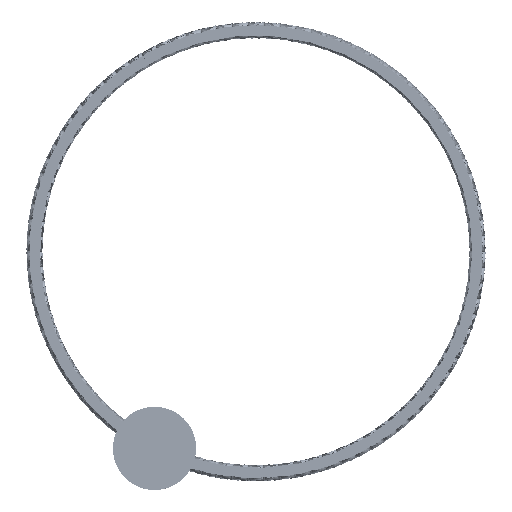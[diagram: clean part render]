
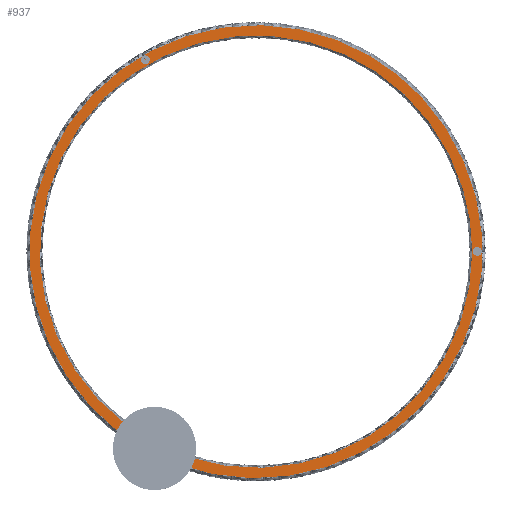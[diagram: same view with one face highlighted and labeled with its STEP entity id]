
A CAD part, top view. The second image highlights one B-rep face of the part: STEP entity #937.
In plain terms, the highlighted planar face has unit normal (0, 0, 1).
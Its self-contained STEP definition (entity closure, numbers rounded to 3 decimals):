
#883=FACE_BOUND('',#2524,.T.);
#884=FACE_BOUND('',#2525,.T.);
#885=FACE_BOUND('',#2526,.T.);
#886=FACE_BOUND('',#2527,.T.);
#887=FACE_BOUND('',#2528,.T.);
#937=ADVANCED_FACE('',(#1729,#883,#884,#885,#886,#887),#13152,.T.);
#1729=FACE_OUTER_BOUND('',#2523,.T.);
#2523=EDGE_LOOP('',(#3384,#3385));
#2524=EDGE_LOOP('',(#3386));
#2525=EDGE_LOOP('',(#3387,#3388));
#2526=EDGE_LOOP('',(#3389,#3390));
#2527=EDGE_LOOP('',(#3391,#3392));
#2528=EDGE_LOOP('',(#3393,#3394));
#3384=ORIENTED_EDGE('',*,*,#7571,.T.);
#3385=ORIENTED_EDGE('',*,*,#7609,.T.);
#3386=ORIENTED_EDGE('',*,*,#7574,.T.);
#3387=ORIENTED_EDGE('',*,*,#7582,.T.);
#3388=ORIENTED_EDGE('',*,*,#7611,.T.);
#3389=ORIENTED_EDGE('',*,*,#7592,.T.);
#3390=ORIENTED_EDGE('',*,*,#7620,.T.);
#3391=ORIENTED_EDGE('',*,*,#7601,.T.);
#3392=ORIENTED_EDGE('',*,*,#7629,.T.);
#3393=ORIENTED_EDGE('',*,*,#7641,.F.);
#3394=ORIENTED_EDGE('',*,*,#7606,.F.);
#7571=EDGE_CURVE('',#11774,#11799,#11428,.T.);
#7574=EDGE_CURVE('',#11776,#11776,#11431,.T.);
#7582=EDGE_CURVE('',#11782,#11801,#11436,.T.);
#7592=EDGE_CURVE('',#11789,#11806,#11443,.T.);
#7601=EDGE_CURVE('',#11795,#11811,#11449,.T.);
#7606=EDGE_CURVE('',#11796,#11817,#11453,.T.);
#7609=EDGE_CURVE('',#11799,#11774,#11456,.T.);
#7611=EDGE_CURVE('',#11801,#11782,#11457,.T.);
#7620=EDGE_CURVE('',#11806,#11789,#11463,.T.);
#7629=EDGE_CURVE('',#11811,#11795,#11469,.T.);
#7641=EDGE_CURVE('',#11817,#11796,#11478,.T.);
#11428=(
BOUNDED_CURVE()
B_SPLINE_CURVE(2,(#14004,#14005,#14006,#14007,#14008,#14009,#14010),
 .UNSPECIFIED.,.F.,.F.)
B_SPLINE_CURVE_WITH_KNOTS((3,2,2,3),(0.,429.738,859.477,
1289.215),.UNSPECIFIED.)
CURVE()
GEOMETRIC_REPRESENTATION_ITEM()
RATIONAL_B_SPLINE_CURVE((1.,0.866,1.,0.866,1.,0.866,
1.))
REPRESENTATION_ITEM('')
);
#11431=(
BOUNDED_CURVE()
B_SPLINE_CURVE(2,(#14026,#14027,#14028,#14029,#14030,#14031,#14032,#14033,
#14034,#14035,#14036,#14037,#14038),.UNSPECIFIED.,.T.,.F.)
B_SPLINE_CURVE_WITH_KNOTS((3,2,2,2,2,2,3),(2578.431,2988.691,
3398.952,3809.213,4219.473,4629.734,5039.994),
 .UNSPECIFIED.)
CURVE()
GEOMETRIC_REPRESENTATION_ITEM()
RATIONAL_B_SPLINE_CURVE((1.,0.866,1.,0.866,1.,0.866,
1.,0.866,1.,0.866,1.,0.866,1.))
REPRESENTATION_ITEM('')
);
#11436=(
BOUNDED_CURVE()
B_SPLINE_CURVE(2,(#14063,#14064,#14065,#14066,#14067),.UNSPECIFIED.,.F.,
 .F.)
B_SPLINE_CURVE_WITH_KNOTS((3,2,3),(-6.283,-4.712,
-3.142),.UNSPECIFIED.)
CURVE()
GEOMETRIC_REPRESENTATION_ITEM()
RATIONAL_B_SPLINE_CURVE((1.,0.707,1.,0.707,1.))
REPRESENTATION_ITEM('')
);
#11443=(
BOUNDED_CURVE()
B_SPLINE_CURVE(2,(#14104,#14105,#14106,#14107,#14108),.UNSPECIFIED.,.F.,
 .F.)
B_SPLINE_CURVE_WITH_KNOTS((3,2,3),(-6.283,-4.712,
-3.142),.UNSPECIFIED.)
CURVE()
GEOMETRIC_REPRESENTATION_ITEM()
RATIONAL_B_SPLINE_CURVE((1.,0.707,1.,0.707,1.))
REPRESENTATION_ITEM('')
);
#11449=(
BOUNDED_CURVE()
B_SPLINE_CURVE(2,(#14140,#14141,#14142,#14143,#14144),.UNSPECIFIED.,.F.,
 .F.)
B_SPLINE_CURVE_WITH_KNOTS((3,2,3),(-6.283,-4.712,
-3.142),.UNSPECIFIED.)
CURVE()
GEOMETRIC_REPRESENTATION_ITEM()
RATIONAL_B_SPLINE_CURVE((1.,0.707,1.,0.707,1.))
REPRESENTATION_ITEM('')
);
#11453=(
BOUNDED_CURVE()
B_SPLINE_CURVE(2,(#14162,#14163,#14164,#14165,#14166),.UNSPECIFIED.,.F.,
 .F.)
B_SPLINE_CURVE_WITH_KNOTS((3,2,3),(0.,9.095,18.189),
 .UNSPECIFIED.)
CURVE()
GEOMETRIC_REPRESENTATION_ITEM()
RATIONAL_B_SPLINE_CURVE((1.,0.707,1.,0.707,1.))
REPRESENTATION_ITEM('')
);
#11456=(
BOUNDED_CURVE()
B_SPLINE_CURVE(2,(#14176,#14177,#14178,#14179,#14180,#14181,#14182),
 .UNSPECIFIED.,.F.,.F.)
B_SPLINE_CURVE_WITH_KNOTS((3,2,2,3),(1289.215,1718.954,2148.692,
2578.431),.UNSPECIFIED.)
CURVE()
GEOMETRIC_REPRESENTATION_ITEM()
RATIONAL_B_SPLINE_CURVE((1.,0.866,1.,0.866,1.,0.866,
1.))
REPRESENTATION_ITEM('')
);
#11457=(
BOUNDED_CURVE()
B_SPLINE_CURVE(2,(#14185,#14186,#14187,#14188,#14189),.UNSPECIFIED.,.F.,
 .F.)
B_SPLINE_CURVE_WITH_KNOTS((3,2,3),(-3.142,-1.571,0.),
 .UNSPECIFIED.)
CURVE()
GEOMETRIC_REPRESENTATION_ITEM()
RATIONAL_B_SPLINE_CURVE((1.,0.707,1.,0.707,1.))
REPRESENTATION_ITEM('')
);
#11463=(
BOUNDED_CURVE()
B_SPLINE_CURVE(2,(#14221,#14222,#14223,#14224,#14225),.UNSPECIFIED.,.F.,
 .F.)
B_SPLINE_CURVE_WITH_KNOTS((3,2,3),(-3.142,-1.571,0.),
 .UNSPECIFIED.)
CURVE()
GEOMETRIC_REPRESENTATION_ITEM()
RATIONAL_B_SPLINE_CURVE((1.,0.707,1.,0.707,1.))
REPRESENTATION_ITEM('')
);
#11469=(
BOUNDED_CURVE()
B_SPLINE_CURVE(2,(#14257,#14258,#14259,#14260,#14261),.UNSPECIFIED.,.F.,
 .F.)
B_SPLINE_CURVE_WITH_KNOTS((3,2,3),(-3.142,-1.571,0.),
 .UNSPECIFIED.)
CURVE()
GEOMETRIC_REPRESENTATION_ITEM()
RATIONAL_B_SPLINE_CURVE((1.,0.707,1.,0.707,1.))
REPRESENTATION_ITEM('')
);
#11478=(
BOUNDED_CURVE()
B_SPLINE_CURVE(2,(#14306,#14307,#14308,#14309,#14310),.UNSPECIFIED.,.F.,
 .F.)
B_SPLINE_CURVE_WITH_KNOTS((3,2,3),(18.189,27.284,36.379),
 .UNSPECIFIED.)
CURVE()
GEOMETRIC_REPRESENTATION_ITEM()
RATIONAL_B_SPLINE_CURVE((1.,0.707,1.,0.707,1.))
REPRESENTATION_ITEM('')
);
#11774=VERTEX_POINT('',#13951);
#11776=VERTEX_POINT('',#13953);
#11782=VERTEX_POINT('',#13959);
#11789=VERTEX_POINT('',#13966);
#11795=VERTEX_POINT('',#13972);
#11796=VERTEX_POINT('',#13973);
#11799=VERTEX_POINT('',#13976);
#11801=VERTEX_POINT('',#13978);
#11806=VERTEX_POINT('',#13983);
#11811=VERTEX_POINT('',#13988);
#11817=VERTEX_POINT('',#13994);
#13152=PLANE('',#13321);
#13321=AXIS2_PLACEMENT_3D('',#13690,#13463,$);
#13463=DIRECTION('',(0.,0.,1.));
#13690=CARTESIAN_POINT('',(-914.032,-512.963,7.75));
#13951=CARTESIAN_POINT('',(-606.255,-355.391,7.75));
#13953=CARTESIAN_POINT('',(-9.3,0.,7.75));
#13959=CARTESIAN_POINT('',(-601.805,-347.683,7.75));
#13966=CARTESIAN_POINT('',(0.4,0.,7.75));
#13972=CARTESIAN_POINT('',(-601.805,347.683,7.75));
#13973=CARTESIAN_POINT('',(-577.026,-358.919,7.75));
#13976=CARTESIAN_POINT('',(-195.885,355.391,7.75));
#13978=CARTESIAN_POINT('',(-601.405,-346.99,7.75));
#13983=CARTESIAN_POINT('',(-0.4,0.,7.75));
#13988=CARTESIAN_POINT('',(-601.405,346.99,7.75));
#13994=CARTESIAN_POINT('',(-588.217,-355.942,7.75));
#14004=CARTESIAN_POINT('',(-606.255,-355.391,7.75));
#14005=CARTESIAN_POINT('',(-401.07,-473.854,7.75));
#14006=CARTESIAN_POINT('',(-195.885,-355.391,7.75));
#14007=CARTESIAN_POINT('',(9.3,-236.927,7.75));
#14008=CARTESIAN_POINT('',(9.3,0.,7.75));
#14009=CARTESIAN_POINT('',(9.3,236.927,7.75));
#14010=CARTESIAN_POINT('',(-195.885,355.391,7.75));
#14026=CARTESIAN_POINT('',(-9.3,0.,7.75));
#14027=CARTESIAN_POINT('',(-9.3,-226.189,7.75));
#14028=CARTESIAN_POINT('',(-205.185,-339.283,7.75));
#14029=CARTESIAN_POINT('',(-401.07,-452.377,7.75));
#14030=CARTESIAN_POINT('',(-596.955,-339.283,7.75));
#14031=CARTESIAN_POINT('',(-792.84,-226.189,7.75));
#14032=CARTESIAN_POINT('',(-792.84,0.,7.75));
#14033=CARTESIAN_POINT('',(-792.84,226.189,7.75));
#14034=CARTESIAN_POINT('',(-596.955,339.283,7.75));
#14035=CARTESIAN_POINT('',(-401.07,452.377,7.75));
#14036=CARTESIAN_POINT('',(-205.185,339.283,7.75));
#14037=CARTESIAN_POINT('',(-9.3,226.189,7.75));
#14038=CARTESIAN_POINT('',(-9.3,0.,7.75));
#14063=CARTESIAN_POINT('',(-601.805,-347.683,7.75));
#14064=CARTESIAN_POINT('',(-602.151,-347.483,7.75));
#14065=CARTESIAN_POINT('',(-601.951,-347.137,7.75));
#14066=CARTESIAN_POINT('',(-601.751,-346.79,7.75));
#14067=CARTESIAN_POINT('',(-601.405,-346.99,7.75));
#14104=CARTESIAN_POINT('',(0.4,0.,7.75));
#14105=CARTESIAN_POINT('',(0.4,-0.4,7.75));
#14106=CARTESIAN_POINT('',(0.,-0.4,7.75));
#14107=CARTESIAN_POINT('',(-0.4,-0.4,7.75));
#14108=CARTESIAN_POINT('',(-0.4,0.,7.75));
#14140=CARTESIAN_POINT('',(-601.805,347.683,7.75));
#14141=CARTESIAN_POINT('',(-601.459,347.883,7.75));
#14142=CARTESIAN_POINT('',(-601.259,347.537,7.75));
#14143=CARTESIAN_POINT('',(-601.059,347.19,7.75));
#14144=CARTESIAN_POINT('',(-601.405,346.99,7.75));
#14162=CARTESIAN_POINT('',(-577.026,-358.919,7.75));
#14163=CARTESIAN_POINT('',(-575.538,-353.324,7.75));
#14164=CARTESIAN_POINT('',(-581.133,-351.835,7.75));
#14165=CARTESIAN_POINT('',(-586.728,-350.347,7.75));
#14166=CARTESIAN_POINT('',(-588.217,-355.942,7.75));
#14176=CARTESIAN_POINT('',(-195.885,355.391,7.75));
#14177=CARTESIAN_POINT('',(-401.07,473.854,7.75));
#14178=CARTESIAN_POINT('',(-606.255,355.391,7.75));
#14179=CARTESIAN_POINT('',(-811.44,236.927,7.75));
#14180=CARTESIAN_POINT('',(-811.44,0.,7.75));
#14181=CARTESIAN_POINT('',(-811.44,-236.927,7.75));
#14182=CARTESIAN_POINT('',(-606.255,-355.391,7.75));
#14185=CARTESIAN_POINT('',(-601.405,-346.99,7.75));
#14186=CARTESIAN_POINT('',(-601.059,-347.19,7.75));
#14187=CARTESIAN_POINT('',(-601.259,-347.537,7.75));
#14188=CARTESIAN_POINT('',(-601.459,-347.883,7.75));
#14189=CARTESIAN_POINT('',(-601.805,-347.683,7.75));
#14221=CARTESIAN_POINT('',(-0.4,0.,7.75));
#14222=CARTESIAN_POINT('',(-0.4,0.4,7.75));
#14223=CARTESIAN_POINT('',(0.,0.4,7.75));
#14224=CARTESIAN_POINT('',(0.4,0.4,7.75));
#14225=CARTESIAN_POINT('',(0.4,0.,7.75));
#14257=CARTESIAN_POINT('',(-601.405,346.99,7.75));
#14258=CARTESIAN_POINT('',(-601.751,346.79,7.75));
#14259=CARTESIAN_POINT('',(-601.951,347.137,7.75));
#14260=CARTESIAN_POINT('',(-602.151,347.483,7.75));
#14261=CARTESIAN_POINT('',(-601.805,347.683,7.75));
#14306=CARTESIAN_POINT('',(-588.217,-355.942,7.75));
#14307=CARTESIAN_POINT('',(-589.706,-361.537,7.75));
#14308=CARTESIAN_POINT('',(-584.11,-363.026,7.75));
#14309=CARTESIAN_POINT('',(-578.515,-364.514,7.75));
#14310=CARTESIAN_POINT('',(-577.026,-358.919,7.75));
